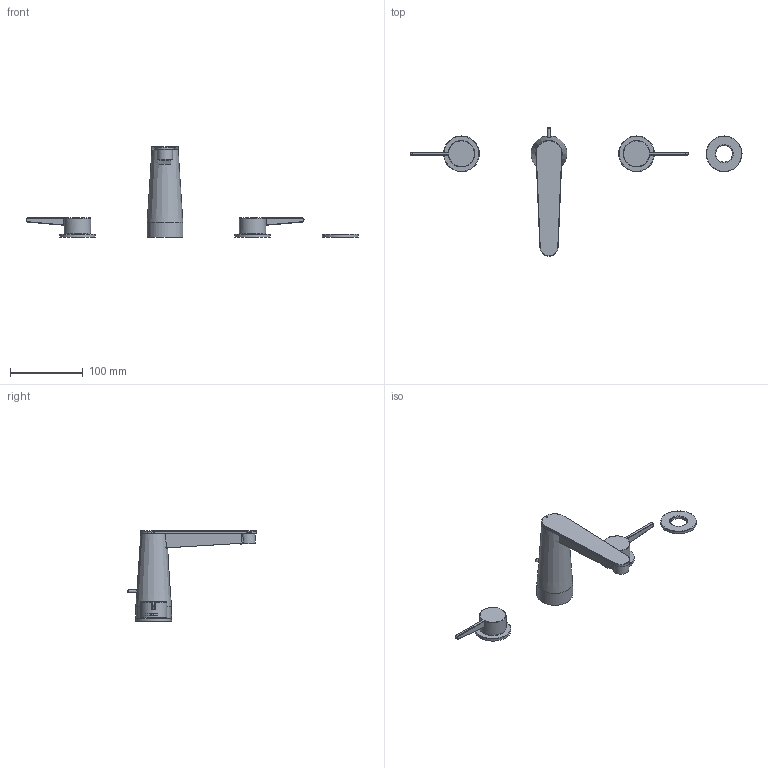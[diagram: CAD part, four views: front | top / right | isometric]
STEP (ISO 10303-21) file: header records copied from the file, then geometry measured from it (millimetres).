
FILE_DESCRIPTION(/* description */ (''),/* implementation_level */ '2;1');
FILE_NAME(/* name */ 'TVT127002000 Handbrause weg_done , HALTERUNG FR HANDBRAUSE WIEDER EINFGEN.step',/* time_stamp */ '2023-03-02T17:27:32+01:00',/* author */ (''),/* organization */ (''),/* preprocessor_version */ 'ST-DEVELOPER v19.2',/* originating_system */ 'Autodesk Translation Framework v11.17.0.187',/* authorisation */ '');
FILE_SCHEMA (('AUTOMOTIVE_DESIGN { 1 0 10303 214 3 1 1 }'));
Length unit declared in the file: millimetre
Products named in the file (10): (Nicht gespeichert); BOCCA-125-CONUM_ASM; 6762; 6576; PIANTANA-SX-125-CONUM_ASM; 6580-1; PIANTANA-DX-125-CONUM_ASM; 6580-2; AC64CR947-572FUN; 6971
Assembly tree (10 placements, depth 3):
  (Nicht gespeichert)
    BOCCA-125-CONUM_ASM
      6762
      6576
    PIANTANA-SX-125-CONUM_ASM
      6580-1
    PIANTANA-DX-125-CONUM_ASM
      6580-2
    AC64CR947-572FUN  x2
    6971
Bounding box: 455 x 176 x 124.01 mm (x, y, z)
Volume: 251695.3 mm3; surface area: 75146.8 mm2
Topology: 11 solids, 11 shells, 341 faces, 835 edges, 533 vertices
Faces by surface type: plane 149, cylinder 64, bspline 57, torus 48, cone 21, sphere 2
Full cylindrical faces by diameter (mm): 2.5 x1, 3.9 x1, 4.2 x2, 5.25 x2, 6.5 x2, 21 x1, 31 x2, 32 x1, 36.2 x2, 49 x4
Entity records: 21872 total; most frequent: CARTESIAN_POINT 14205, ORIENTED_EDGE 1570, DIRECTION 1569, EDGE_CURVE 785, AXIS2_PLACEMENT_3D 637, VERTEX_POINT 501, EDGE_LOOP 348, FACE_OUTER_BOUND 321
